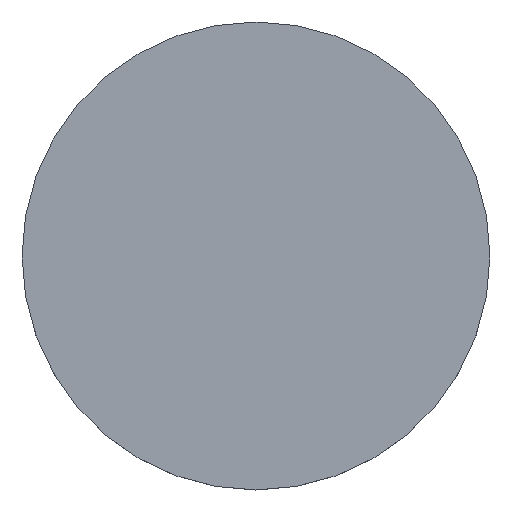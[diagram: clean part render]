
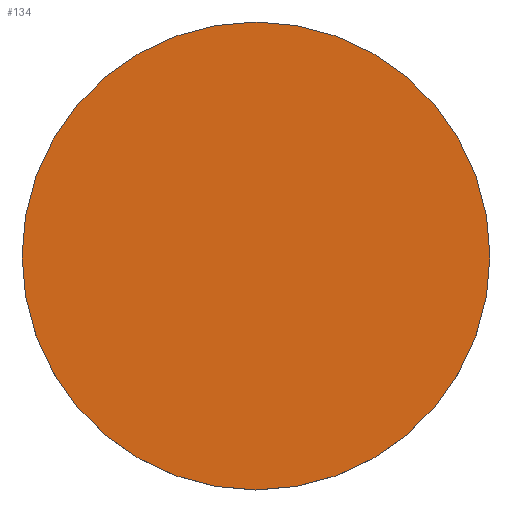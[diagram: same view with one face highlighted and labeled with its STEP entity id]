
A CAD part, top view. The second image highlights one B-rep face of the part: STEP entity #134.
In plain terms, the highlighted planar face has unit normal (0, 0, 1).
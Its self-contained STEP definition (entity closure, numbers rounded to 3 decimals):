
#2 = CARTESIAN_POINT ( 'NONE',  ( 0., 52.02, 5.2 ) ) ;
#5 = CARTESIAN_POINT ( 'NONE',  ( -25.4, 0., 5.2 ) ) ;
#15 = DIRECTION ( 'NONE',  ( 0., 0., -1. ) ) ;
#39 = DIRECTION ( 'NONE',  ( 1., 0., 0. ) ) ;
#52 = EDGE_CURVE ( 'NONE', #157, #107, #205, .T. ) ;
#58 = DIRECTION ( 'NONE',  ( 0., 0., -1. ) ) ;
#70 = CARTESIAN_POINT ( 'NONE',  ( 0., 0., 5.2 ) ) ;
#79 = EDGE_CURVE ( 'NONE', #107, #157, #112, .T. ) ;
#107 = VERTEX_POINT ( 'NONE', #5 ) ;
#112 = CIRCLE ( 'NONE', #125, 25.4 ) ;
#113 = ORIENTED_EDGE ( 'NONE', *, *, #79, .F. ) ;
#123 = DIRECTION ( 'NONE',  ( 1., 0., 0. ) ) ;
#125 = AXIS2_PLACEMENT_3D ( 'NONE', #70, #58, #39 ) ;
#134 = ADVANCED_FACE ( 'NONE', ( #146 ), #158, .T. ) ;
#138 = CARTESIAN_POINT ( 'NONE',  ( 0., 0., 5.2 ) ) ;
#144 = CARTESIAN_POINT ( 'NONE',  ( 25.4, 0., 5.2 ) ) ;
#146 = FACE_OUTER_BOUND ( 'NONE', #149, .T. ) ;
#149 = EDGE_LOOP ( 'NONE', ( #165, #113 ) ) ;
#150 = AXIS2_PLACEMENT_3D ( 'NONE', #138, #15, #229 ) ;
#157 = VERTEX_POINT ( 'NONE', #144 ) ;
#158 = PLANE ( 'NONE',  #203 ) ;
#165 = ORIENTED_EDGE ( 'NONE', *, *, #52, .F. ) ;
#203 = AXIS2_PLACEMENT_3D ( 'NONE', #2, #215, #123 ) ;
#205 = CIRCLE ( 'NONE', #150, 25.4 ) ;
#215 = DIRECTION ( 'NONE',  ( 0., 0., 1. ) ) ;
#229 = DIRECTION ( 'NONE',  ( 1., 0., 0. ) ) ;
